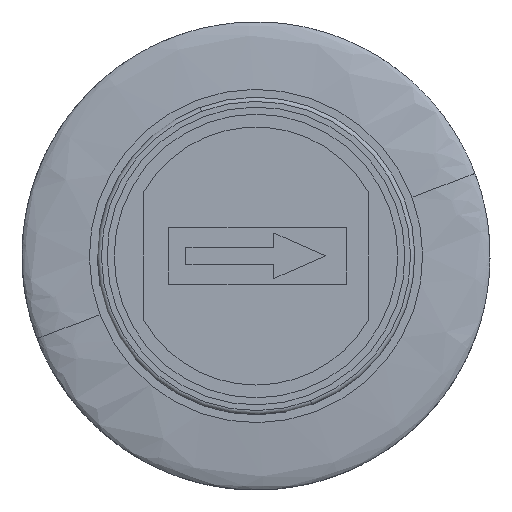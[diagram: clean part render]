
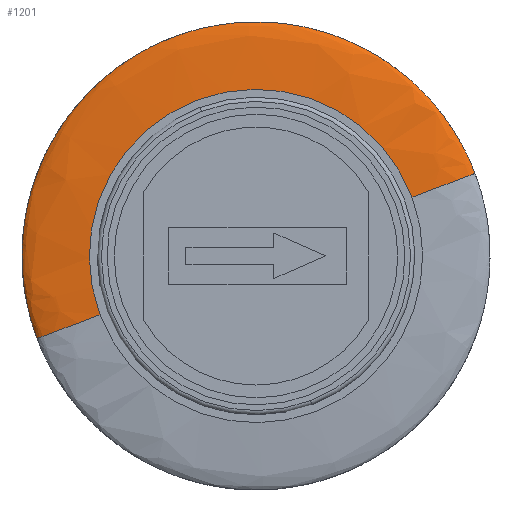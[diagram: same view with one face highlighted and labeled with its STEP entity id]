
A CAD part, left-side view. The second image highlights one B-rep face of the part: STEP entity #1201.
In plain terms, the highlighted free-form (B-spline) face has degree [3, 3] with [4, 4] control points.
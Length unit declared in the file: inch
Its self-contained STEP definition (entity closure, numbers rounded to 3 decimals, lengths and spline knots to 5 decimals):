
#172 = CARTESIAN_POINT ( 'NONE',  ( -3.62, 0.99406, -0.37465 ) ) ;
#419 = CARTESIAN_POINT ( 'NONE',  ( -3.705, -0.54992, 0.20726 ) ) ;
#654 = CARTESIAN_POINT ( 'NONE',  ( -3.62, 0.54992, -0.20726 ) ) ;
#743 = CARTESIAN_POINT ( 'NONE',  ( -3.705, 0., 0. ) ) ;
#780 = DIRECTION ( 'NONE',  ( 0., -0.353, -0.936 ) ) ;
#829 = CARTESIAN_POINT ( 'NONE',  ( -3.705, -0.1354, 1.3071 ) ) ;
#877 = CARTESIAN_POINT ( 'NONE',  ( -3.62, 0.54992, -0.20726 ) ) ;
#948 = VERTEX_POINT ( 'NONE', #4591 ) ;
#1053 = CARTESIAN_POINT ( 'NONE',  ( -3.62, -0.99406, 0.37465 ) ) ;
#1063 = CARTESIAN_POINT ( 'NONE',  ( -3.62, 0.54992, -0.20726 ) ) ;
#1091 = ORIENTED_EDGE ( 'NONE', *, *, #6381, .F. ) ;
#1201 = ADVANCED_FACE ( 'NONE', ( #3260 ), #6485, .F. ) ;
#1388 =( BOUNDED_CURVE ( )  B_SPLINE_CURVE ( 3, ( #654, #2508, #4341, #3195 ),
 .UNSPECIFIED., .F., .F. ) 
 B_SPLINE_CURVE_WITH_KNOTS ( ( 4, 4 ),
 ( 1.5708, 4.71239 ),
 .UNSPECIFIED. ) 
 CURVE ( )  GEOMETRIC_REPRESENTATION_ITEM ( )  RATIONAL_B_SPLINE_CURVE ( ( 1., 0.333, 0.333, 1. ) ) 
 REPRESENTATION_ITEM ( '' )  );
#1610 = CARTESIAN_POINT ( 'NONE',  ( -3.705, 0.54992, -0.20726 ) ) ;
#1983 = EDGE_CURVE ( 'NONE', #4250, #6123, #5739, .T. ) ;
#1985 = ORIENTED_EDGE ( 'NONE', *, *, #3144, .T. ) ;
#2104 = CARTESIAN_POINT ( 'NONE',  ( -3.705, -0.99406, 0.37465 ) ) ;
#2148 = CARTESIAN_POINT ( 'NONE',  ( -3.705, -0.24475, 2.36277 ) ) ;
#2186 = CARTESIAN_POINT ( 'NONE',  ( -3.62, 0.96444, 0.89258 ) ) ;
#2228 = CARTESIAN_POINT ( 'NONE',  ( -3.62, 0., 0. ) ) ;
#2508 = CARTESIAN_POINT ( 'NONE',  ( -3.62, 0.99406, -0.37465 ) ) ;
#2733 = CIRCLE ( 'NONE', #4433, 0.58768 ) ;
#2816 = CARTESIAN_POINT ( 'NONE',  ( -3.705, -0.54992, 0.20726 ) ) ;
#2937 = EDGE_LOOP ( 'NONE', ( #7388, #1985, #1091, #4421 ) ) ;
#3144 = EDGE_CURVE ( 'NONE', #6123, #948, #1388, .T. ) ;
#3195 = CARTESIAN_POINT ( 'NONE',  ( -3.705, 0.54992, -0.20726 ) ) ;
#3260 = FACE_OUTER_BOUND ( 'NONE', #2937, .T. ) ;
#3334 = CARTESIAN_POINT ( 'NONE',  ( -3.62, -0.1354, 1.3071 ) ) ;
#3457 = CARTESIAN_POINT ( 'NONE',  ( -3.705, 1.74337, 1.61347 ) ) ;
#3537 = DIRECTION ( 'NONE',  ( -1., 0., 0. ) ) ;
#3589 = CARTESIAN_POINT ( 'NONE',  ( -3.705, -0.99406, 0.37465 ) ) ;
#4250 = VERTEX_POINT ( 'NONE', #5350 ) ;
#4341 = CARTESIAN_POINT ( 'NONE',  ( -3.705, 0.99406, -0.37465 ) ) ;
#4421 = ORIENTED_EDGE ( 'NONE', *, *, #4527, .F. ) ;
#4433 = AXIS2_PLACEMENT_3D ( 'NONE', #743, #7608, #780 ) ;
#4527 = EDGE_CURVE ( 'NONE', #4250, #5679, #7362, .T. ) ;
#4591 = CARTESIAN_POINT ( 'NONE',  ( -3.705, 0.54992, -0.20726 ) ) ;
#4620 = CARTESIAN_POINT ( 'NONE',  ( -3.705, 0.99406, -0.37465 ) ) ;
#5234 = CARTESIAN_POINT ( 'NONE',  ( -3.705, 0.96444, 0.89258 ) ) ;
#5350 = CARTESIAN_POINT ( 'NONE',  ( -3.62, -0.54992, 0.20726 ) ) ;
#5679 = VERTEX_POINT ( 'NONE', #8202 ) ;
#5739 = CIRCLE ( 'NONE', #7048, 0.58768 ) ;
#5877 = CARTESIAN_POINT ( 'NONE',  ( -3.62, 1.74337, 1.61347 ) ) ;
#6080 = DIRECTION ( 'NONE',  ( 0., -0.353, -0.936 ) ) ;
#6123 = VERTEX_POINT ( 'NONE', #877 ) ;
#6381 = EDGE_CURVE ( 'NONE', #5679, #948, #2733, .T. ) ;
#6485 =( BOUNDED_SURFACE ( )  B_SPLINE_SURFACE ( 3, 3, ( 
 ( #6775, #3334, #2186, #1063 ),
 ( #7781, #7196, #5877, #172 ),
 ( #2104, #2148, #3457, #4620 ),
 ( #2816, #829, #5234, #1610 ) ),
 .UNSPECIFIED., .F., .F., .F. ) 
 B_SPLINE_SURFACE_WITH_KNOTS ( ( 4, 4 ),
 ( 4, 4 ),
 ( 0., 1. ),
 ( 0., 1. ),
 .UNSPECIFIED. ) 
 GEOMETRIC_REPRESENTATION_ITEM ( )  RATIONAL_B_SPLINE_SURFACE ( (
 ( 1., 0.333, 0.333, 1.),
 ( 0.333, 0.111, 0.111, 0.333),
 ( 0.333, 0.111, 0.111, 0.333),
 ( 1., 0.333, 0.333, 1.) ) ) 
 REPRESENTATION_ITEM ( '' )  SURFACE ( )  );
#6775 = CARTESIAN_POINT ( 'NONE',  ( -3.62, -0.54992, 0.20726 ) ) ;
#7048 = AXIS2_PLACEMENT_3D ( 'NONE', #2228, #3537, #6080 ) ;
#7196 = CARTESIAN_POINT ( 'NONE',  ( -3.62, -0.24475, 2.36277 ) ) ;
#7362 =( BOUNDED_CURVE ( )  B_SPLINE_CURVE ( 3, ( #7459, #1053, #3589, #419 ),
 .UNSPECIFIED., .F., .T. ) 
 B_SPLINE_CURVE_WITH_KNOTS ( ( 4, 4 ),
 ( 1.5708, 4.71239 ),
 .UNSPECIFIED. ) 
 CURVE ( )  GEOMETRIC_REPRESENTATION_ITEM ( )  RATIONAL_B_SPLINE_CURVE ( ( 1., 0.333, 0.333, 1. ) ) 
 REPRESENTATION_ITEM ( '' )  );
#7388 = ORIENTED_EDGE ( 'NONE', *, *, #1983, .T. ) ;
#7459 = CARTESIAN_POINT ( 'NONE',  ( -3.62, -0.54992, 0.20726 ) ) ;
#7608 = DIRECTION ( 'NONE',  ( -1., 0., 0. ) ) ;
#7781 = CARTESIAN_POINT ( 'NONE',  ( -3.62, -0.99406, 0.37465 ) ) ;
#8202 = CARTESIAN_POINT ( 'NONE',  ( -3.705, -0.54992, 0.20726 ) ) ;
